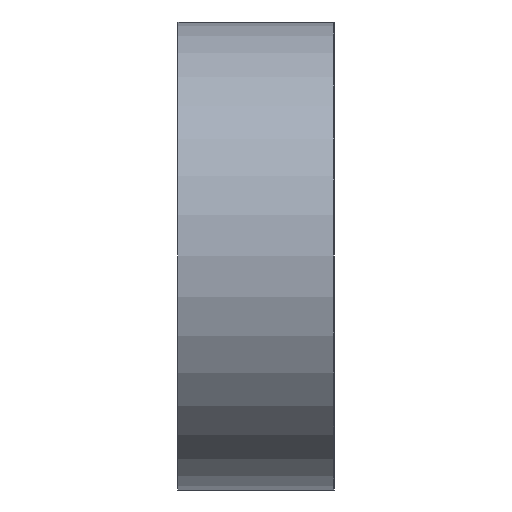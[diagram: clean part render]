
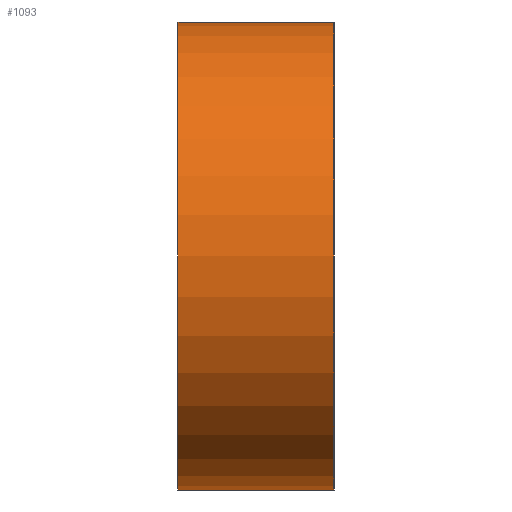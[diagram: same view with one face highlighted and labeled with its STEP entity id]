
A CAD part, left-side view. The second image highlights one B-rep face of the part: STEP entity #1093.
In plain terms, the highlighted cylindrical face has radius 4.763 mm (diameter 9.525 mm), a partial arc.
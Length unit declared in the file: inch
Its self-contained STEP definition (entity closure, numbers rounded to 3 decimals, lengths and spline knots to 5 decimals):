
#57 = CARTESIAN_POINT ( 'NONE',  ( -4.235, 0., 0. ) ) ;
#114 = VECTOR ( 'NONE', #223, 39.37008 ) ;
#142 = EDGE_LOOP ( 'NONE', ( #1814, #1541, #1592, #553 ) ) ;
#197 = DIRECTION ( 'NONE',  ( 0., 0., 1. ) ) ;
#215 = VERTEX_POINT ( 'NONE', #1169 ) ;
#223 = DIRECTION ( 'NONE',  ( 0., -1., 0. ) ) ;
#259 = DIRECTION ( 'NONE',  ( 0., 1., 0. ) ) ;
#272 = CARTESIAN_POINT ( 'NONE',  ( -4.235, 0.125, -0.1875 ) ) ;
#331 = DIRECTION ( 'NONE',  ( 0., -1., 0. ) ) ;
#337 = AXIS2_PLACEMENT_3D ( 'NONE', #788, #331, #635 ) ;
#402 = CARTESIAN_POINT ( 'NONE',  ( -4.235, 0., -0.1875 ) ) ;
#410 = FACE_OUTER_BOUND ( 'NONE', #142, .T. ) ;
#510 = EDGE_CURVE ( 'NONE', #1391, #1853, #801, .T. ) ;
#548 = CARTESIAN_POINT ( 'NONE',  ( -4.235, 0., 0.1875 ) ) ;
#553 = ORIENTED_EDGE ( 'NONE', *, *, #850, .T. ) ;
#635 = DIRECTION ( 'NONE',  ( 0., 0., -1. ) ) ;
#674 = EDGE_CURVE ( 'NONE', #1284, #1853, #911, .T. ) ;
#713 = CYLINDRICAL_SURFACE ( 'NONE', #337, 0.1875 ) ;
#758 = EDGE_CURVE ( 'NONE', #215, #1284, #1265, .T. ) ;
#788 = CARTESIAN_POINT ( 'NONE',  ( -4.235, 0.125, 0. ) ) ;
#801 = CIRCLE ( 'NONE', #1468, 0.1875 ) ;
#850 = EDGE_CURVE ( 'NONE', #215, #1391, #1829, .T. ) ;
#911 = LINE ( 'NONE', #1289, #114 ) ;
#971 = CARTESIAN_POINT ( 'NONE',  ( -4.235, 0.125, 0.1875 ) ) ;
#1027 = VECTOR ( 'NONE', #1186, 39.37008 ) ;
#1093 = ADVANCED_FACE ( 'NONE', ( #410 ), #713, .T. ) ;
#1104 = DIRECTION ( 'NONE',  ( 0., 1., 0. ) ) ;
#1162 = CARTESIAN_POINT ( 'NONE',  ( -4.235, 0.125, 0. ) ) ;
#1169 = CARTESIAN_POINT ( 'NONE',  ( -4.235, 0.125, -0.1875 ) ) ;
#1186 = DIRECTION ( 'NONE',  ( 0., -1., 0. ) ) ;
#1265 = CIRCLE ( 'NONE', #1639, 0.1875 ) ;
#1284 = VERTEX_POINT ( 'NONE', #971 ) ;
#1289 = CARTESIAN_POINT ( 'NONE',  ( -4.235, 0.125, 0.1875 ) ) ;
#1317 = DIRECTION ( 'NONE',  ( 0., 0., 1. ) ) ;
#1391 = VERTEX_POINT ( 'NONE', #402 ) ;
#1468 = AXIS2_PLACEMENT_3D ( 'NONE', #57, #1104, #197 ) ;
#1541 = ORIENTED_EDGE ( 'NONE', *, *, #674, .F. ) ;
#1592 = ORIENTED_EDGE ( 'NONE', *, *, #758, .F. ) ;
#1639 = AXIS2_PLACEMENT_3D ( 'NONE', #1162, #259, #1317 ) ;
#1814 = ORIENTED_EDGE ( 'NONE', *, *, #510, .T. ) ;
#1829 = LINE ( 'NONE', #272, #1027 ) ;
#1853 = VERTEX_POINT ( 'NONE', #548 ) ;
